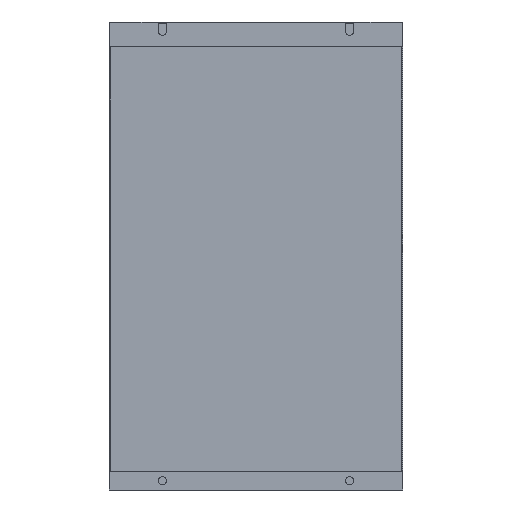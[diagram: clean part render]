
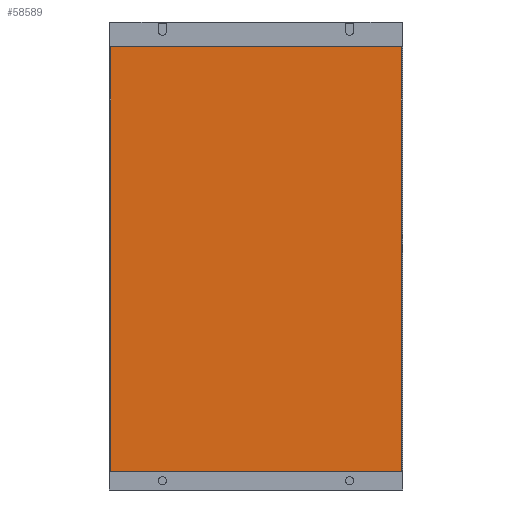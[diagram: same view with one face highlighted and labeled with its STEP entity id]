
A CAD part, front view. The second image highlights one B-rep face of the part: STEP entity #58589.
In plain terms, the highlighted planar face has unit normal (0, -1, 0).
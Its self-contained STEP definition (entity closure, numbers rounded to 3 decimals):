
#2632 = LINE ( 'NONE', #67422, #87826 ) ;
#2661 = PLANE ( 'NONE',  #65671 ) ;
#2777 = CARTESIAN_POINT ( 'NONE',  ( -232.5, -1.5, -345. ) ) ;
#3625 = ORIENTED_EDGE ( 'NONE', *, *, #63312, .T. ) ;
#6151 = LINE ( 'NONE', #63023, #54656 ) ;
#6304 = ORIENTED_EDGE ( 'NONE', *, *, #87211, .F. ) ;
#8656 = LINE ( 'NONE', #66901, #69546 ) ;
#23179 = FACE_OUTER_BOUND ( 'NONE', #25163, .T. ) ;
#24896 = DIRECTION ( 'NONE',  ( 0., 0., 1. ) ) ;
#25051 = VERTEX_POINT ( 'NONE', #78795 ) ;
#25163 = EDGE_LOOP ( 'NONE', ( #3625, #6304, #64893, #49018 ) ) ;
#29172 = VERTEX_POINT ( 'NONE', #80504 ) ;
#31072 = CARTESIAN_POINT ( 'NONE',  ( 0., -1.5, 0. ) ) ;
#42034 = DIRECTION ( 'NONE',  ( 1., 0., 0. ) ) ;
#47786 = VERTEX_POINT ( 'NONE', #2777 ) ;
#49018 = ORIENTED_EDGE ( 'NONE', *, *, #56663, .T. ) ;
#51625 = DIRECTION ( 'NONE',  ( 0., 1., 0. ) ) ;
#54656 = VECTOR ( 'NONE', #42034, 1000. ) ;
#55300 = LINE ( 'NONE', #69305, #71270 ) ;
#56663 = EDGE_CURVE ( 'NONE', #29172, #63346, #2632, .T. ) ;
#58589 = ADVANCED_FACE ( 'NONE', ( #23179 ), #2661, .F. ) ;
#63023 = CARTESIAN_POINT ( 'NONE',  ( 0., -1.5, -345. ) ) ;
#63223 = DIRECTION ( 'NONE',  ( -1., 0., 0. ) ) ;
#63312 = EDGE_CURVE ( 'NONE', #63346, #25051, #55300, .T. ) ;
#63346 = VERTEX_POINT ( 'NONE', #78154 ) ;
#64893 = ORIENTED_EDGE ( 'NONE', *, *, #79819, .T. ) ;
#65671 = AXIS2_PLACEMENT_3D ( 'NONE', #31072, #51625, #87996 ) ;
#66901 = CARTESIAN_POINT ( 'NONE',  ( -232.5, -1.5, -375. ) ) ;
#67422 = CARTESIAN_POINT ( 'NONE',  ( 232.5, -1.5, -375. ) ) ;
#69305 = CARTESIAN_POINT ( 'NONE',  ( 0., -1.5, 335. ) ) ;
#69546 = VECTOR ( 'NONE', #24896, 1000. ) ;
#71270 = VECTOR ( 'NONE', #63223, 1000. ) ;
#78154 = CARTESIAN_POINT ( 'NONE',  ( 232.5, -1.5, 335. ) ) ;
#78795 = CARTESIAN_POINT ( 'NONE',  ( -232.5, -1.5, 335. ) ) ;
#79819 = EDGE_CURVE ( 'NONE', #47786, #29172, #6151, .T. ) ;
#80504 = CARTESIAN_POINT ( 'NONE',  ( 232.5, -1.5, -345. ) ) ;
#87042 = DIRECTION ( 'NONE',  ( 0., 0., 1. ) ) ;
#87211 = EDGE_CURVE ( 'NONE', #47786, #25051, #8656, .T. ) ;
#87826 = VECTOR ( 'NONE', #87042, 1000. ) ;
#87996 = DIRECTION ( 'NONE',  ( 1., 0., 0. ) ) ;
